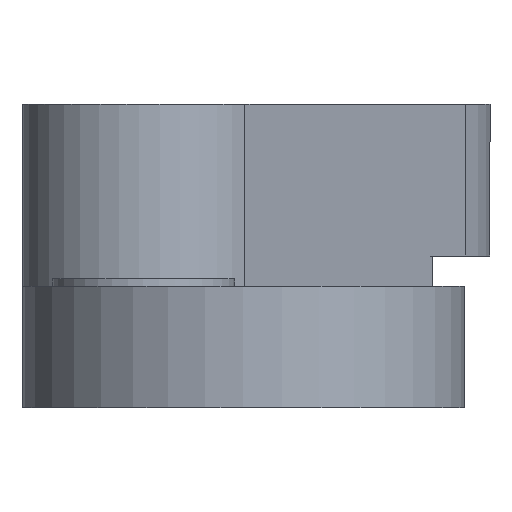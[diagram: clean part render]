
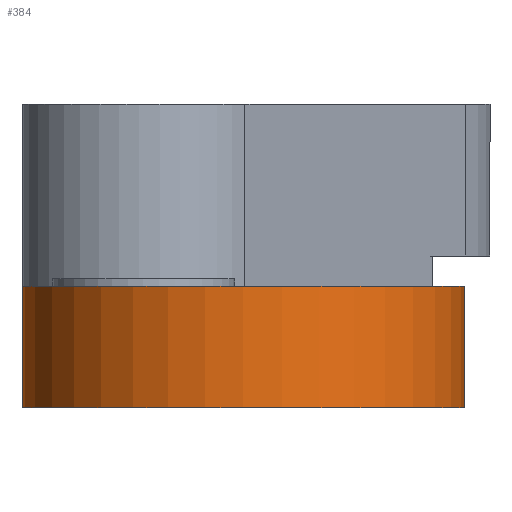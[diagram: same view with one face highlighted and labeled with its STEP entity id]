
A CAD part, left-side view. The second image highlights one B-rep face of the part: STEP entity #384.
In plain terms, the highlighted cylindrical face has radius 14.581 mm (diameter 29.162 mm), a partial arc.
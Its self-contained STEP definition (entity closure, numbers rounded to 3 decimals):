
#37=FACE_OUTER_BOUND('',#61,.T.);
#61=EDGE_LOOP('',(#277,#278,#279,#280));
#90=CIRCLE('',#432,14.581);
#93=CIRCLE('',#437,14.581);
#115=LINE('',#625,#146);
#118=LINE('',#631,#149);
#146=VECTOR('',#498,10.);
#149=VECTOR('',#503,10.);
#179=VERTEX_POINT('',#614);
#180=VERTEX_POINT('',#616);
#183=VERTEX_POINT('',#624);
#185=VERTEX_POINT('',#630);
#215=EDGE_CURVE('',#180,#179,#90,.T.);
#219=EDGE_CURVE('',#183,#180,#115,.T.);
#222=EDGE_CURVE('',#185,#179,#118,.T.);
#223=EDGE_CURVE('',#183,#185,#93,.T.);
#277=ORIENTED_EDGE('',*,*,#215,.T.);
#278=ORIENTED_EDGE('',*,*,#222,.F.);
#279=ORIENTED_EDGE('',*,*,#223,.F.);
#280=ORIENTED_EDGE('',*,*,#219,.T.);
#371=CYLINDRICAL_SURFACE('',#436,14.581);
#384=ADVANCED_FACE('',(#37),#371,.T.);
#432=AXIS2_PLACEMENT_3D('',#617,#489,#490);
#436=AXIS2_PLACEMENT_3D('',#629,#501,#502);
#437=AXIS2_PLACEMENT_3D('',#632,#504,#505);
#489=DIRECTION('center_axis',(0.,0.,-1.));
#490=DIRECTION('ref_axis',(0.,-1.,0.));
#498=DIRECTION('',(0.,0.,1.));
#501=DIRECTION('center_axis',(0.,0.,1.));
#502=DIRECTION('ref_axis',(0.,-1.,0.));
#503=DIRECTION('',(0.,0.,1.));
#504=DIRECTION('center_axis',(0.,0.,-1.));
#505=DIRECTION('ref_axis',(0.,-1.,0.));
#614=CARTESIAN_POINT('',(0.,8.,-2.));
#616=CARTESIAN_POINT('',(0.,-21.162,-2.));
#617=CARTESIAN_POINT('Origin',(0.,-6.581,-2.));
#624=CARTESIAN_POINT('',(0.,-21.162,-10.));
#625=CARTESIAN_POINT('',(0.,-21.162,-10.));
#629=CARTESIAN_POINT('Origin',(0.,-6.581,-10.));
#630=CARTESIAN_POINT('',(0.,8.,-10.));
#631=CARTESIAN_POINT('',(0.,8.,0.));
#632=CARTESIAN_POINT('Origin',(0.,-6.581,-10.));
